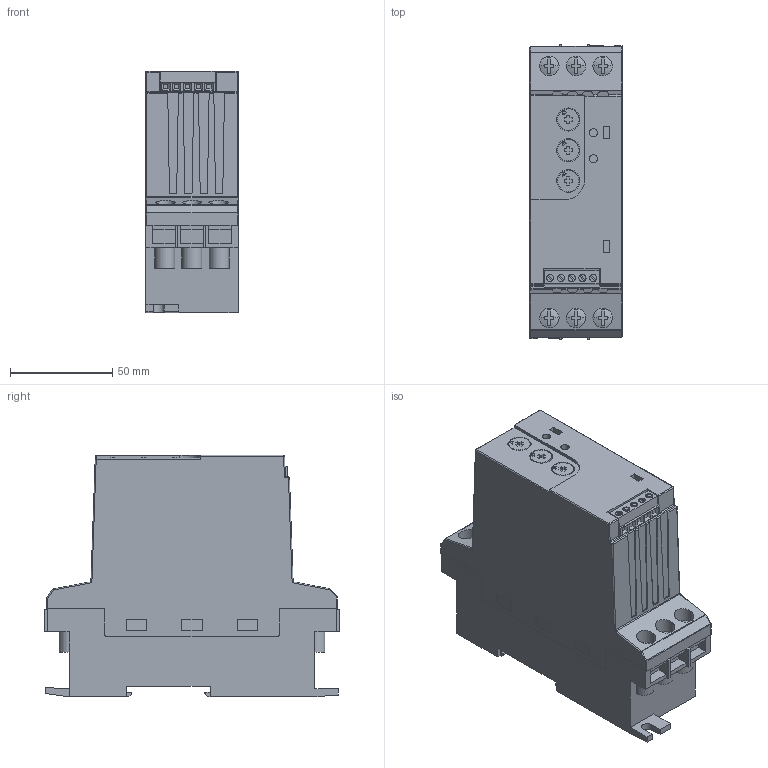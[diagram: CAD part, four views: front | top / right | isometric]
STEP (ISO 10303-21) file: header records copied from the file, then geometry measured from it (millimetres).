
FILE_DESCRIPTION (( 'STEP AP214' ), '1' );
FILE_NAME ('SR22-05.STEP', '2013-12-13T12:38:28', ( '' ), ( '' ), 'SwSTEP 2.0', 'SolidWorks 2013', '' );
FILE_SCHEMA (( 'AUTOMOTIVE_DESIGN' ));
Length unit declared in the file: millimetre
Products named in the file (1): SR22-05
Bounding box: 45.64 x 144 x 117.8 mm (x, y, z)
Volume: 572724.2 mm3; surface area: 56020.4 mm2
Topology: 1 solids, 1 shells, 567 faces, 1476 edges, 954 vertices
Faces by surface type: plane 437, cylinder 98, sphere 26, torus 6
Entity records: 23395 total; most frequent: CARTESIAN_POINT 3087, ORIENTED_EDGE 2944, DIRECTION 2851, EDGE_CURVE 1472, LINE 1167, VECTOR 1167, VERTEX_POINT 954, AXIS2_PLACEMENT_3D 842
